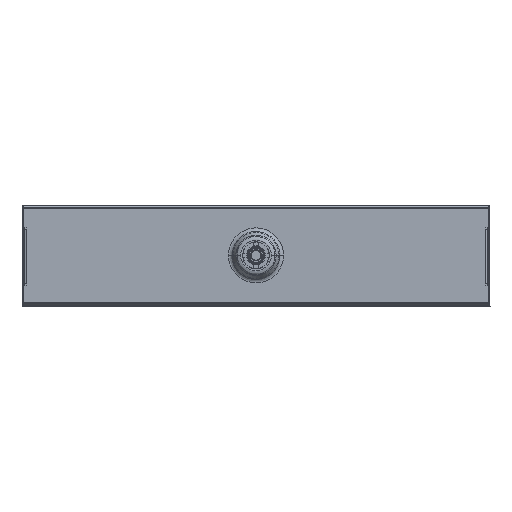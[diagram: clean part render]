
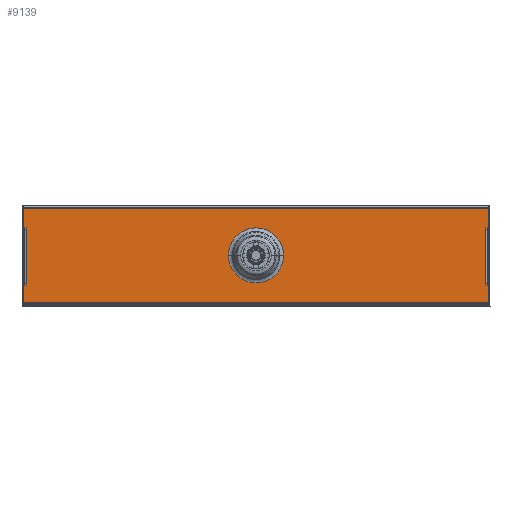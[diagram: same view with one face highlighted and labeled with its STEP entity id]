
A CAD part, top view. The second image highlights one B-rep face of the part: STEP entity #9139.
In plain terms, the highlighted planar face has unit normal (0, 0, 1).
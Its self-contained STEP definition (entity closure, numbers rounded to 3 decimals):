
#7272=DIRECTION('',(0.,1.,0.));
#7273=VECTOR('',#7272,1.);
#7274=CARTESIAN_POINT('',(-162.,14.,0.));
#7275=LINE('',#7274,#7273);
#7276=DIRECTION('',(-1.,0.,0.));
#7277=VECTOR('',#7276,2.);
#7278=CARTESIAN_POINT('',(-162.,54.5,0.));
#7279=LINE('',#7278,#7277);
#7280=DIRECTION('',(0.,-1.,0.));
#7281=VECTOR('',#7280,13.5);
#7282=CARTESIAN_POINT('',(164.,68.,0.));
#7283=LINE('',#7282,#7281);
#7284=DIRECTION('',(0.,-1.,0.));
#7285=VECTOR('',#7284,1.);
#7286=CARTESIAN_POINT('',(162.,54.5,0.));
#7287=LINE('',#7286,#7285);
#7288=DIRECTION('',(1.,0.,0.));
#7289=VECTOR('',#7288,2.);
#7290=CARTESIAN_POINT('',(162.,14.,0.));
#7291=LINE('',#7290,#7289);
#7292=DIRECTION('',(0.,-1.,0.));
#7293=VECTOR('',#7292,12.);
#7294=CARTESIAN_POINT('',(164.,14.,0.));
#7295=LINE('',#7294,#7293);
#7296=CARTESIAN_POINT('',(0.,35.,0.));
#7297=DIRECTION('',(0.,0.,1.));
#7298=DIRECTION('',(1.,0.,0.));
#7299=AXIS2_PLACEMENT_3D('',#7296,#7297,#7298);
#7301=CARTESIAN_POINT('',(0.,35.,0.));
#7302=DIRECTION('',(0.,0.,1.));
#7303=DIRECTION('',(1.,0.011,0.));
#7304=AXIS2_PLACEMENT_3D('',#7301,#7302,#7303);
#7306=CARTESIAN_POINT('',(0.,35.,0.));
#7307=DIRECTION('',(0.,0.,1.));
#7308=DIRECTION('',(-1.,0.,0.));
#7309=AXIS2_PLACEMENT_3D('',#7306,#7307,#7308);
#7311=CARTESIAN_POINT('',(0.,35.,0.));
#7312=DIRECTION('',(0.,0.,1.));
#7313=DIRECTION('',(-1.,-0.012,0.));
#7314=AXIS2_PLACEMENT_3D('',#7311,#7312,#7313);
#7320=DIRECTION('',(1.,0.,0.));
#7321=VECTOR('',#7320,328.);
#7322=CARTESIAN_POINT('',(-164.,2.,0.));
#7323=LINE('',#7322,#7321);
#7494=DIRECTION('',(0.,1.,0.));
#7495=VECTOR('',#7494,1.);
#7496=CARTESIAN_POINT('',(162.,14.,0.));
#7497=LINE('',#7496,#7495);
#7516=DIRECTION('',(0.,1.,0.));
#7517=VECTOR('',#7516,38.5);
#7518=CARTESIAN_POINT('',(162.,15.,0.));
#7519=LINE('',#7518,#7517);
#7784=DIRECTION('',(-1.,0.,0.));
#7785=VECTOR('',#7784,328.);
#7786=CARTESIAN_POINT('',(164.,68.,0.));
#7787=LINE('',#7786,#7785);
#7806=DIRECTION('',(0.,-1.,0.));
#7807=VECTOR('',#7806,13.5);
#7808=CARTESIAN_POINT('',(-164.,68.,0.));
#7809=LINE('',#7808,#7807);
#7830=DIRECTION('',(0.,-1.,0.));
#7831=VECTOR('',#7830,1.);
#7832=CARTESIAN_POINT('',(-162.,54.5,0.));
#7833=LINE('',#7832,#7831);
#7848=DIRECTION('',(0.,-1.,0.));
#7849=VECTOR('',#7848,38.5);
#7850=CARTESIAN_POINT('',(-162.,53.5,0.));
#7851=LINE('',#7850,#7849);
#7878=DIRECTION('',(-1.,0.,0.));
#7879=VECTOR('',#7878,2.);
#7880=CARTESIAN_POINT('',(-162.,14.,0.));
#7881=LINE('',#7880,#7879);
#7890=DIRECTION('',(0.,-1.,0.));
#7891=VECTOR('',#7890,12.);
#7892=CARTESIAN_POINT('',(-164.,14.,0.));
#7893=LINE('',#7892,#7891);
#8278=DIRECTION('',(1.,0.,0.));
#8279=VECTOR('',#8278,2.);
#8280=CARTESIAN_POINT('',(162.,54.5,0.));
#8281=LINE('',#8280,#8279);
#8616=CARTESIAN_POINT('',(162.,53.5,0.));
#8618=VERTEX_POINT('',#8616);
#8620=CARTESIAN_POINT('',(162.,54.5,0.));
#8621=VERTEX_POINT('',#8620);
#8624=CARTESIAN_POINT('',(-164.,2.,0.));
#8625=CARTESIAN_POINT('',(164.,2.,0.));
#8626=VERTEX_POINT('',#8624);
#8627=VERTEX_POINT('',#8625);
#8628=CARTESIAN_POINT('',(-164.,14.,0.));
#8629=VERTEX_POINT('',#8628);
#8630=CARTESIAN_POINT('',(-162.,14.,0.));
#8631=VERTEX_POINT('',#8630);
#8632=CARTESIAN_POINT('',(-162.,15.,0.));
#8633=VERTEX_POINT('',#8632);
#8634=CARTESIAN_POINT('',(-162.,53.5,0.));
#8635=VERTEX_POINT('',#8634);
#8636=CARTESIAN_POINT('',(-162.,54.5,0.));
#8637=VERTEX_POINT('',#8636);
#8638=CARTESIAN_POINT('',(-164.,54.5,0.));
#8639=VERTEX_POINT('',#8638);
#8640=CARTESIAN_POINT('',(-164.,68.,0.));
#8641=VERTEX_POINT('',#8640);
#8642=CARTESIAN_POINT('',(164.,68.,0.));
#8643=VERTEX_POINT('',#8642);
#8644=CARTESIAN_POINT('',(164.,54.5,0.));
#8645=VERTEX_POINT('',#8644);
#8646=CARTESIAN_POINT('',(162.,15.,0.));
#8647=VERTEX_POINT('',#8646);
#8648=CARTESIAN_POINT('',(162.,14.,0.));
#8649=VERTEX_POINT('',#8648);
#8650=CARTESIAN_POINT('',(164.,14.,0.));
#8651=VERTEX_POINT('',#8650);
#8652=CARTESIAN_POINT('',(19.428,34.992,0.));
#8653=CARTESIAN_POINT('',(19.427,35.219,0.));
#8654=VERTEX_POINT('',#8652);
#8655=VERTEX_POINT('',#8653);
#8656=CARTESIAN_POINT('',(-19.428,35.007,0.));
#8657=VERTEX_POINT('',#8656);
#8658=CARTESIAN_POINT('',(-19.427,34.765,0.));
#8659=VERTEX_POINT('',#8658);
#9091=CARTESIAN_POINT('',(0.,0.,0.));
#9092=DIRECTION('',(0.,0.,1.));
#9093=DIRECTION('',(-1.,0.,0.));
#9094=AXIS2_PLACEMENT_3D('',#9091,#9092,#9093);
#9095=PLANE('',#9094);
#9097=ORIENTED_EDGE('',*,*,#9096,.F.);
#9099=ORIENTED_EDGE('',*,*,#9098,.F.);
#9101=ORIENTED_EDGE('',*,*,#9100,.F.);
#9103=ORIENTED_EDGE('',*,*,#9102,.T.);
#9105=ORIENTED_EDGE('',*,*,#9104,.F.);
#9107=ORIENTED_EDGE('',*,*,#9106,.F.);
#9109=ORIENTED_EDGE('',*,*,#9108,.T.);
#9111=ORIENTED_EDGE('',*,*,#9110,.F.);
#9113=ORIENTED_EDGE('',*,*,#9112,.F.);
#9115=ORIENTED_EDGE('',*,*,#9114,.T.);
#9117=ORIENTED_EDGE('',*,*,#9116,.F.);
#9118=ORIENTED_EDGE('',*,*,#9081,.T.);
#9120=ORIENTED_EDGE('',*,*,#9119,.F.);
#9122=ORIENTED_EDGE('',*,*,#9121,.F.);
#9124=ORIENTED_EDGE('',*,*,#9123,.T.);
#9126=ORIENTED_EDGE('',*,*,#9125,.T.);
#9127=EDGE_LOOP('',(#9097,#9099,#9101,#9103,#9105,#9107,#9109,#9111,#9113,#9115,
#9117,#9118,#9120,#9122,#9124,#9126));
#9128=FACE_OUTER_BOUND('',#9127,.F.);
#9130=ORIENTED_EDGE('',*,*,#9129,.T.);
#9132=ORIENTED_EDGE('',*,*,#9131,.T.);
#9134=ORIENTED_EDGE('',*,*,#9133,.T.);
#9136=ORIENTED_EDGE('',*,*,#9135,.T.);
#9137=EDGE_LOOP('',(#9130,#9132,#9134,#9136));
#9138=FACE_BOUND('',#9137,.F.);
#9139=ADVANCED_FACE('',(#9128,#9138),#9095,.T.);
#7300=CIRCLE('',#7299,19.428);
#7305=CIRCLE('',#7304,19.428);
#7310=CIRCLE('',#7309,19.428);
#7315=CIRCLE('',#7314,19.428);
#9081=EDGE_CURVE('',#8621,#8618,#7287,.T.);
#9096=EDGE_CURVE('',#8626,#8627,#7323,.T.);
#9098=EDGE_CURVE('',#8629,#8626,#7893,.T.);
#9100=EDGE_CURVE('',#8631,#8629,#7881,.T.);
#9102=EDGE_CURVE('',#8631,#8633,#7275,.T.);
#9104=EDGE_CURVE('',#8635,#8633,#7851,.T.);
#9106=EDGE_CURVE('',#8637,#8635,#7833,.T.);
#9108=EDGE_CURVE('',#8637,#8639,#7279,.T.);
#9110=EDGE_CURVE('',#8641,#8639,#7809,.T.);
#9112=EDGE_CURVE('',#8643,#8641,#7787,.T.);
#9114=EDGE_CURVE('',#8643,#8645,#7283,.T.);
#9116=EDGE_CURVE('',#8621,#8645,#8281,.T.);
#9119=EDGE_CURVE('',#8647,#8618,#7519,.T.);
#9121=EDGE_CURVE('',#8649,#8647,#7497,.T.);
#9123=EDGE_CURVE('',#8649,#8651,#7291,.T.);
#9125=EDGE_CURVE('',#8651,#8627,#7295,.T.);
#9129=EDGE_CURVE('',#8654,#8655,#7300,.T.);
#9131=EDGE_CURVE('',#8655,#8657,#7305,.T.);
#9133=EDGE_CURVE('',#8657,#8659,#7310,.T.);
#9135=EDGE_CURVE('',#8659,#8654,#7315,.T.);
